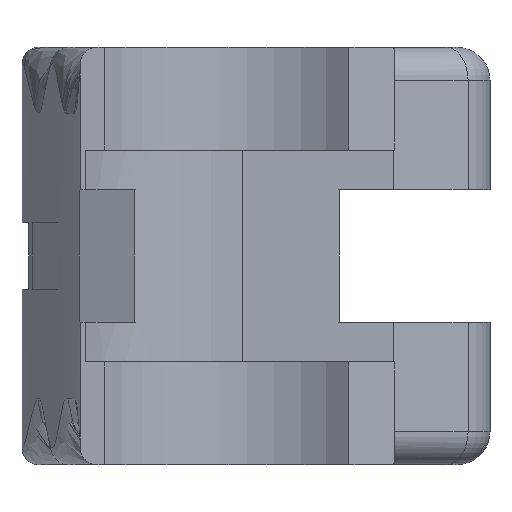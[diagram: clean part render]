
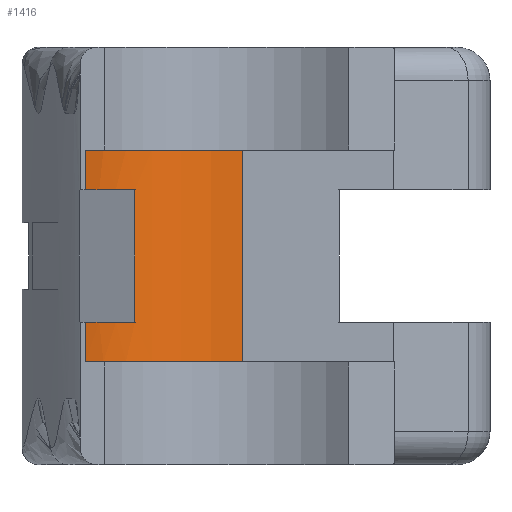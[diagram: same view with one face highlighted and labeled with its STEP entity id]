
A CAD part, left-side view. The second image highlights one B-rep face of the part: STEP entity #1416.
In plain terms, the highlighted cylindrical face has radius 5.5 mm (diameter 11 mm), a partial arc.
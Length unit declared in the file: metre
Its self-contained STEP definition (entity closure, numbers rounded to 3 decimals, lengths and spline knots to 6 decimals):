
#48=CIRCLE('',#1506,0.0055);
#53=CIRCLE('',#1521,0.0055);
#54=CIRCLE('',#1522,0.0055);
#55=CIRCLE('',#1523,0.0055);
#137=CYLINDRICAL_SURFACE('',#1520,0.0055);
#314=ORIENTED_EDGE('',*,*,#665,.T.);
#315=ORIENTED_EDGE('',*,*,#701,.T.);
#316=ORIENTED_EDGE('',*,*,#707,.F.);
#317=ORIENTED_EDGE('',*,*,#705,.T.);
#318=ORIENTED_EDGE('',*,*,#708,.T.);
#319=ORIENTED_EDGE('',*,*,#709,.F.);
#320=ORIENTED_EDGE('',*,*,#710,.F.);
#321=ORIENTED_EDGE('',*,*,#692,.F.);
#665=EDGE_CURVE('',#871,#870,#48,.T.);
#692=EDGE_CURVE('',#871,#892,#1010,.T.);
#701=EDGE_CURVE('',#870,#895,#1017,.F.);
#705=EDGE_CURVE('',#899,#898,#1021,.T.);
#707=EDGE_CURVE('',#899,#895,#53,.T.);
#708=EDGE_CURVE('',#898,#900,#54,.T.);
#709=EDGE_CURVE('',#901,#900,#1023,.F.);
#710=EDGE_CURVE('',#892,#901,#55,.T.);
#870=VERTEX_POINT('',#2475);
#871=VERTEX_POINT('',#2477);
#892=VERTEX_POINT('',#2530);
#895=VERTEX_POINT('',#2550);
#898=VERTEX_POINT('',#2558);
#899=VERTEX_POINT('',#2560);
#900=VERTEX_POINT('',#2565);
#901=VERTEX_POINT('',#2567);
#1010=LINE('',#2529,#1128);
#1017=LINE('',#2551,#1135);
#1021=LINE('',#2559,#1139);
#1023=LINE('',#2566,#1141);
#1128=VECTOR('',#1729,1.);
#1135=VECTOR('',#1742,1.);
#1139=VECTOR('',#1748,1.);
#1141=VECTOR('',#1756,1.);
#1207=EDGE_LOOP('',(#314,#315,#316,#317,#318,#319,#320,#321));
#1297=FACE_BOUND('',#1207,.T.);
#1416=ADVANCED_FACE('',(#1297),#137,.F.);
#1506=AXIS2_PLACEMENT_3D('',#2476,#1687,#1688);
#1520=AXIS2_PLACEMENT_3D('',#2562,#1750,#1751);
#1521=AXIS2_PLACEMENT_3D('',#2563,#1752,#1753);
#1522=AXIS2_PLACEMENT_3D('',#2564,#1754,#1755);
#1523=AXIS2_PLACEMENT_3D('',#2568,#1757,#1758);
#1687=DIRECTION('',(0.,0.,1.));
#1688=DIRECTION('',(1.,0.,0.));
#1729=DIRECTION('',(0.,0.,1.));
#1742=DIRECTION('',(0.,0.,1.));
#1748=DIRECTION('',(0.,0.,1.));
#1750=DIRECTION('',(0.,0.,1.));
#1751=DIRECTION('',(1.,0.,0.));
#1752=DIRECTION('',(0.,0.,1.));
#1753=DIRECTION('',(1.,0.,0.));
#1754=DIRECTION('',(0.,0.,1.));
#1755=DIRECTION('',(1.,0.,0.));
#1756=DIRECTION('',(0.,0.,-1.));
#1757=DIRECTION('',(0.,0.,1.));
#1758=DIRECTION('',(1.,0.,0.));
#2475=CARTESIAN_POINT('',(-0.013,0.004763,0.0043));
#2476=CARTESIAN_POINT('',(-0.01575,0.,0.0043));
#2477=CARTESIAN_POINT('',(-0.011323,0.003263,0.0043));
#2529=CARTESIAN_POINT('',(-0.011323,0.003263,0.0031));
#2530=CARTESIAN_POINT('',(-0.011323,0.003263,0.0083));
#2550=CARTESIAN_POINT('',(-0.013,0.004763,0.0031));
#2551=CARTESIAN_POINT('',(-0.013,0.004763,0.0031));
#2558=CARTESIAN_POINT('',(-0.01025,0.,0.0095));
#2559=CARTESIAN_POINT('',(-0.01025,0.,0.0031));
#2560=CARTESIAN_POINT('',(-0.01025,0.,0.0031));
#2562=CARTESIAN_POINT('',(-0.01575,0.,0.0031));
#2563=CARTESIAN_POINT('',(-0.01575,0.,0.0031));
#2564=CARTESIAN_POINT('',(-0.01575,0.,0.0095));
#2565=CARTESIAN_POINT('',(-0.013,0.004763,0.0095));
#2566=CARTESIAN_POINT('',(-0.013,0.004763,0.0095));
#2567=CARTESIAN_POINT('',(-0.013,0.004763,0.0083));
#2568=CARTESIAN_POINT('',(-0.01575,0.,0.0083));
